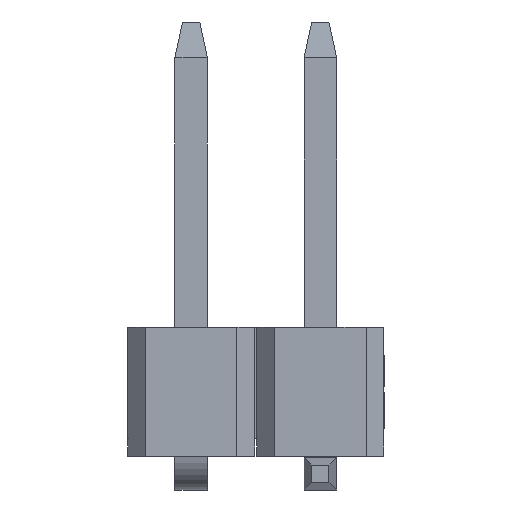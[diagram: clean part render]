
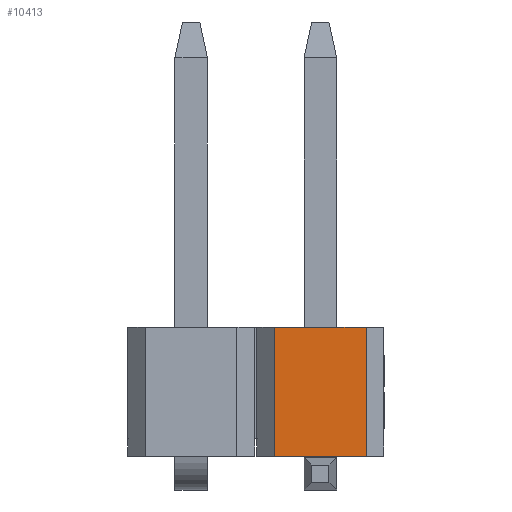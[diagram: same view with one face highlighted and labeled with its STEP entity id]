
A CAD part, front view. The second image highlights one B-rep face of the part: STEP entity #10413.
In plain terms, the highlighted planar face has unit normal (0, -1, 0).
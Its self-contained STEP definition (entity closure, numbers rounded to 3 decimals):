
#538 = DIRECTION ( 'NONE',  ( 0., 0., -1. ) ) ;
#759 = DIRECTION ( 'NONE',  ( 1., 0., 0. ) ) ;
#894 = CARTESIAN_POINT ( 'NONE',  ( -0.9, -1.25, 0. ) ) ;
#965 = VECTOR ( 'NONE', #538, 1000. ) ;
#1035 = CARTESIAN_POINT ( 'NONE',  ( 0.9, -1.25, 2.54 ) ) ;
#1230 = LINE ( 'NONE', #8203, #3605 ) ;
#1480 = FACE_OUTER_BOUND ( 'NONE', #3165, .T. ) ;
#2891 = VECTOR ( 'NONE', #3137, 1000. ) ;
#3137 = DIRECTION ( 'NONE',  ( 1., 0., 0. ) ) ;
#3158 = VECTOR ( 'NONE', #759, 1000. ) ;
#3165 = EDGE_LOOP ( 'NONE', ( #10933, #6612, #6610, #13151 ) ) ;
#3374 = AXIS2_PLACEMENT_3D ( 'NONE', #4739, #3704, #4538 ) ;
#3431 = VERTEX_POINT ( 'NONE', #7874 ) ;
#3605 = VECTOR ( 'NONE', #8067, 1000. ) ;
#3704 = DIRECTION ( 'NONE',  ( 0., 1., 0. ) ) ;
#3732 = LINE ( 'NONE', #11131, #965 ) ;
#4538 = DIRECTION ( 'NONE',  ( 0., 0., 1. ) ) ;
#4739 = CARTESIAN_POINT ( 'NONE',  ( -0.9, -1.25, 2.54 ) ) ;
#6004 = EDGE_CURVE ( 'NONE', #3431, #6448, #1230, .T. ) ;
#6033 = LINE ( 'NONE', #8318, #3158 ) ;
#6448 = VERTEX_POINT ( 'NONE', #894 ) ;
#6466 = VERTEX_POINT ( 'NONE', #1035 ) ;
#6610 = ORIENTED_EDGE ( 'NONE', *, *, #11859, .F. ) ;
#6612 = ORIENTED_EDGE ( 'NONE', *, *, #6651, .F. ) ;
#6651 = EDGE_CURVE ( 'NONE', #6466, #10257, #3732, .T. ) ;
#6716 = PLANE ( 'NONE',  #3374 ) ;
#7874 = CARTESIAN_POINT ( 'NONE',  ( -0.9, -1.25, 2.54 ) ) ;
#8067 = DIRECTION ( 'NONE',  ( 0., 0., -1. ) ) ;
#8203 = CARTESIAN_POINT ( 'NONE',  ( -0.9, -1.25, 2.54 ) ) ;
#8318 = CARTESIAN_POINT ( 'NONE',  ( -0.9, -1.25, 2.54 ) ) ;
#8903 = CARTESIAN_POINT ( 'NONE',  ( 0.9, -1.25, 0. ) ) ;
#10257 = VERTEX_POINT ( 'NONE', #8903 ) ;
#10413 = ADVANCED_FACE ( 'NONE', ( #1480 ), #6716, .F. ) ;
#10933 = ORIENTED_EDGE ( 'NONE', *, *, #13271, .T. ) ;
#11131 = CARTESIAN_POINT ( 'NONE',  ( 0.9, -1.25, 2.54 ) ) ;
#11638 = CARTESIAN_POINT ( 'NONE',  ( -0.9, -1.25, 0. ) ) ;
#11859 = EDGE_CURVE ( 'NONE', #3431, #6466, #6033, .T. ) ;
#13151 = ORIENTED_EDGE ( 'NONE', *, *, #6004, .T. ) ;
#13271 = EDGE_CURVE ( 'NONE', #6448, #10257, #13660, .T. ) ;
#13660 = LINE ( 'NONE', #11638, #2891 ) ;
